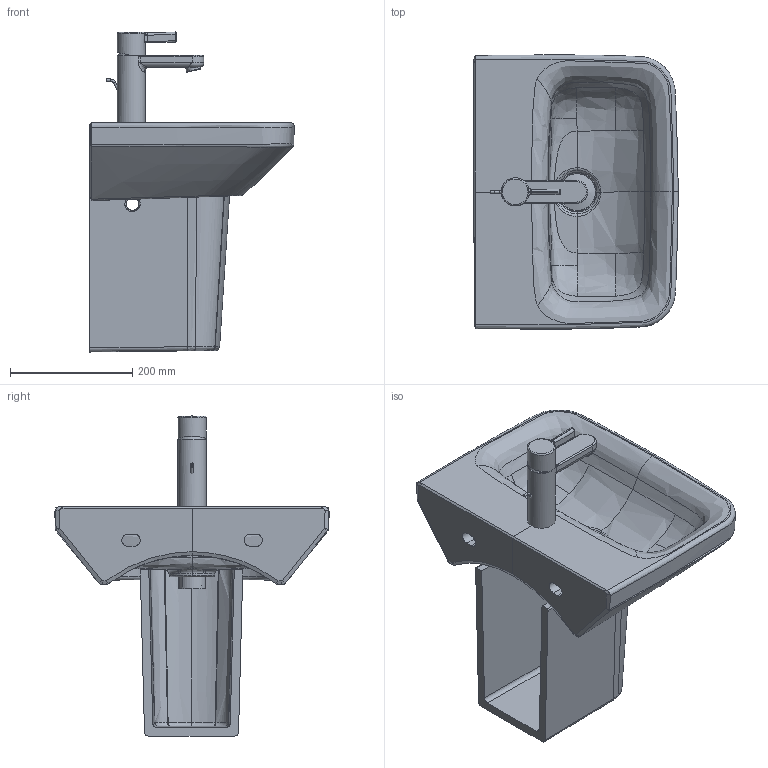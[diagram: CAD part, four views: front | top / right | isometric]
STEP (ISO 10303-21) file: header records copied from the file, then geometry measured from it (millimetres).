
FILE_DESCRIPTION((''),'2;1');
FILE_NAME('070845_085831.stp','2013-05-27T12:44:25',('Administrator'),(''),'Autodesk Inventor 2011','Autodesk Inventor 2011','');
FILE_SCHEMA(('CONFIG_CONTROL_DESIGN'));
Length unit declared in the file: millimetre
Products named in the file (11): 070845_085831; 070845; Kelch; Stopfen; 085831; Armatur Durastyle Waschtisch; Fassung Sieb; Griff; Gehäuse; Hebel_Ventil; Gleitring
Assembly tree (10 placements, depth 3):
  070845_085831
    070845
    Kelch
    Stopfen
    085831
    Armatur Durastyle Waschtisch
      Fassung Sieb
      Griff
      Gehäuse
      Hebel_Ventil
      Gleitring
Bounding box: 335.07 x 449.62 x 524.31 mm (x, y, z)
Volume: 9284447.7 mm3; surface area: 943071.4 mm2
Topology: 8 solids, 10 shells, 375 faces, 946 edges, 577 vertices
Faces by surface type: bspline 203, cylinder 73, plane 73, torus 16, cone 7, sphere 3
Full cylindrical faces by diameter (mm): 4 x2, 20.15 x1, 21 x2, 21.15 x1, 23.15 x1, 35 x1, 42 x1, 44 x1, 46 x2, 60 x1
Entity records: 84128 total; most frequent: CARTESIAN_POINT 76077, ORIENTED_EDGE 1804, DIRECTION 1140, EDGE_CURVE 904, VERTEX_POINT 565, AXIS2_PLACEMENT_3D 449, EDGE_LOOP 429, B_SPLINE_CURVE_WITH_KNOTS 405
